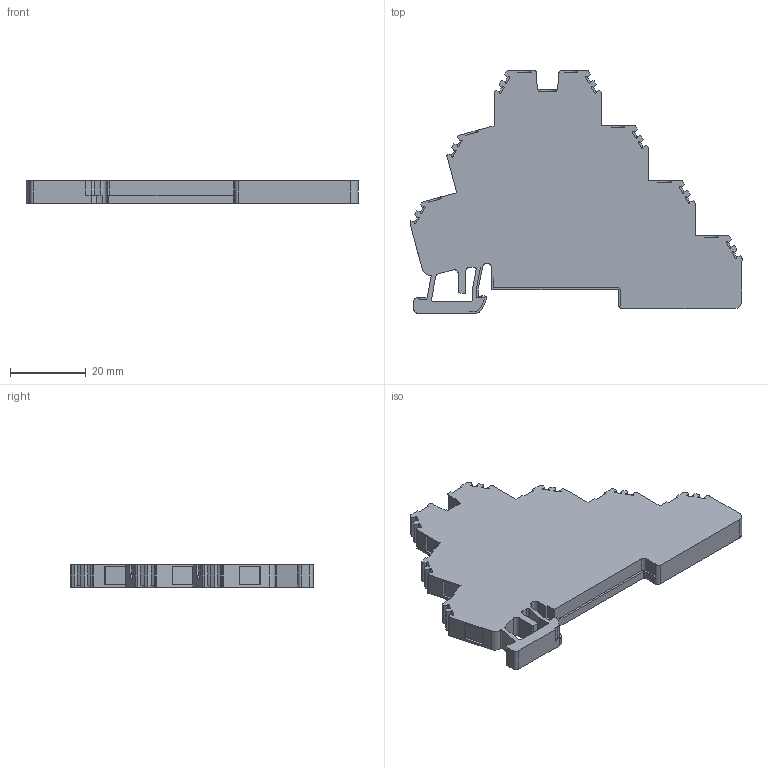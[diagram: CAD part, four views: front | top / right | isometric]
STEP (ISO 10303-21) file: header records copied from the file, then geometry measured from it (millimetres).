
FILE_DESCRIPTION (( 'STEP AP214' ), '1' );
FILE_NAME ('324309_PUK 3T_Grey.STP', '2015-08-06T08:06:11', ( '' ), ( '' ), 'SwSTEP 2.0', 'SolidWorks 2015', '' );
FILE_SCHEMA (( 'AUTOMOTIVE_DESIGN' ));
Length unit declared in the file: millimetre
Products named in the file (1): 324309_PUK 3T_Grey
Bounding box: 87.5 x 63.9 x 6 mm (x, y, z)
Volume: 20303.5 mm3; surface area: 9472 mm2
Topology: 1 solids, 1 shells, 347 faces, 996 edges, 654 vertices
Faces by surface type: plane 250, cylinder 97
Entity records: 11341 total; most frequent: CARTESIAN_POINT 1998, ORIENTED_EDGE 1992, DIRECTION 1892, EDGE_CURVE 996, VECTOR 796, LINE 796, VERTEX_POINT 654, AXIS2_PLACEMENT_3D 548
